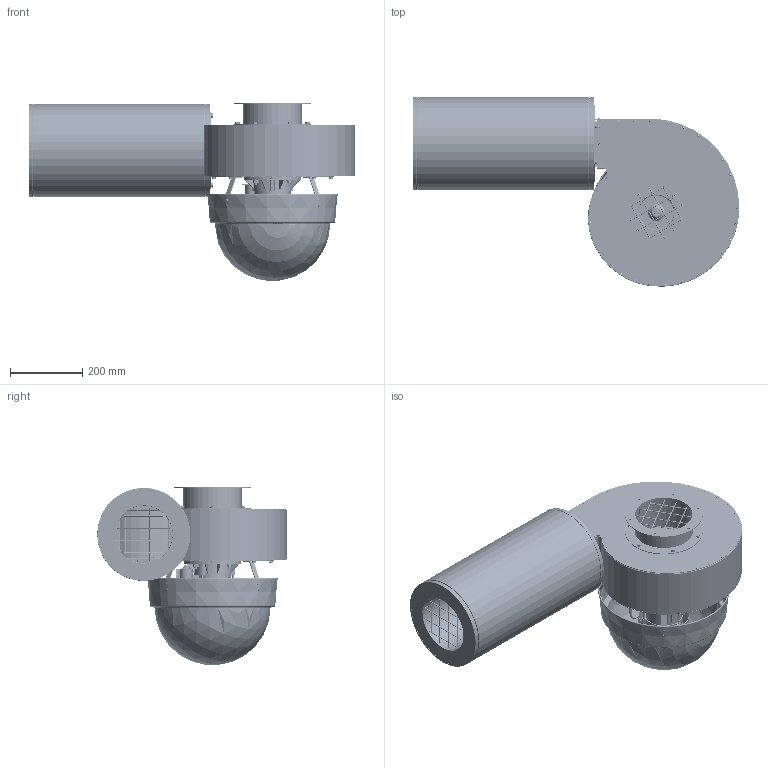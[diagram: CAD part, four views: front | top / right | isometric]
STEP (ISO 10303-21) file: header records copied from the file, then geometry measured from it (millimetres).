
FILE_DESCRIPTION(/* description */ ('3D Część'),/* implementation_level */ '2;1');
FILE_NAME(/* name */ '807W11; 807W12 WPA-5-D-N.stp',/* time_stamp */ '2022-05-11T08:27:30+02:00',/* author */ ('a.korpacki'),/* organization */ ('KLIMAWENT S.A.'),/* preprocessor_version */ 'ST-DEVELOPER v18.1',/* originating_system */ 'Autodesk Inventor 2021',/* authorisation */ '');
FILE_SCHEMA (('AUTOMOTIVE_DESIGN { 1 0 10303 214 3 1 1 }'));
Length unit declared in the file: millimetre
Bounding box: 903.6 x 524.16 x 491.85 mm (x, y, z)
Volume: 4016777.4 mm3; surface area: 3517557.8 mm2
Topology: 18 solids, 18 shells, 5193 faces, 12700 edges, 8214 vertices
Faces by surface type: plane 2558, bspline 1086, cylinder 879, cone 377, torus 266, sphere 27
Full cylindrical faces by diameter (mm): 2 x69, 2.3 x1, 2.4 x8, 3 x24, 3.2 x69, 3.3 x15, 3.5 x82, 4 x8, 4.3 x8, 4.8 x3, 4.917 x1, 6 x33, 6.3 x1, 6.5 x77, 7 x12, 7.92 x8, 8 x20, 8.4 x4, 8.88 x14, 8.92 x6, 9 x8, 10 x4, 11.63 x8, 12 x1, 12.5 x1, 14 x1, 16 x4, 17 x1, 20 x1, 27 x1
Entity records: 172200 total; most frequent: CARTESIAN_POINT 50064, ORIENTED_EDGE 25300, DIRECTION 21613, EDGE_CURVE 12650, VERTEX_POINT 8214, AXIS2_PLACEMENT_3D 7532, LINE 6549, VECTOR 6549
